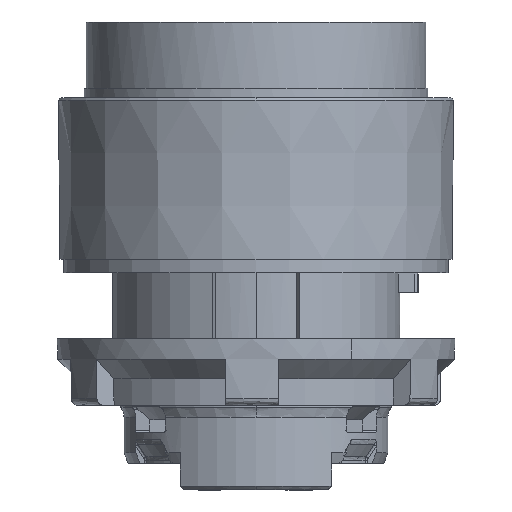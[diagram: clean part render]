
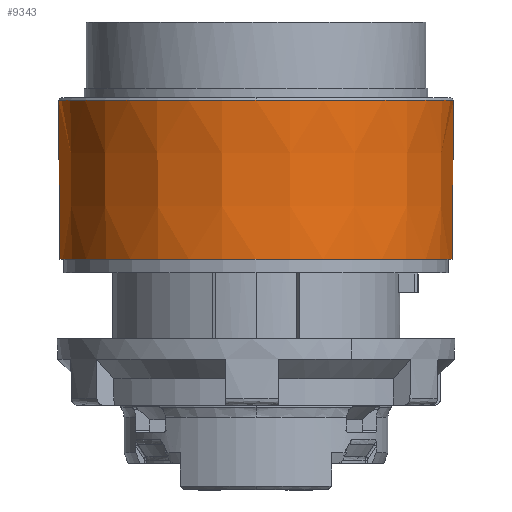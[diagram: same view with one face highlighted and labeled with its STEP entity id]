
A CAD part, left-side view. The second image highlights one B-rep face of the part: STEP entity #9343.
In plain terms, the highlighted conical face has half-angle 0.5 degrees and reference radius 14.898 mm.
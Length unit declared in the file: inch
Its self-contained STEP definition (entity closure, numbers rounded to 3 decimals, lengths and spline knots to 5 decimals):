
#1382 = FACE_OUTER_BOUND ( 'NONE', #10919, .T. ) ;
#1412 = CARTESIAN_POINT ( 'NONE',  ( 0., 0.58655, 0.47244 ) ) ;
#2152 = VECTOR ( 'NONE', #15377, 39.37008 ) ;
#2369 = CONICAL_SURFACE ( 'NONE', #12650, 0.58655, 0.009 ) ;
#2389 = DIRECTION ( 'NONE',  ( 0., 1., 0. ) ) ;
#2511 = VECTOR ( 'NONE', #7996, 39.37008 ) ;
#2595 = ORIENTED_EDGE ( 'NONE', *, *, #16180, .T. ) ;
#2600 = CARTESIAN_POINT ( 'NONE',  ( 0., 0.58655, 0.47244 ) ) ;
#2789 = EDGE_CURVE ( 'NONE', #7294, #6205, #15290, .T. ) ;
#3067 = CIRCLE ( 'NONE', #8957, 0.58655 ) ;
#6068 = CARTESIAN_POINT ( 'NONE',  ( 0., -0.58242, 0. ) ) ;
#6205 = VERTEX_POINT ( 'NONE', #1412 ) ;
#6229 = DIRECTION ( 'NONE',  ( 0., 0., -1. ) ) ;
#6297 = EDGE_CURVE ( 'NONE', #14368, #12719, #11693, .T. ) ;
#6887 = CARTESIAN_POINT ( 'NONE',  ( 0., 0., 0.47244 ) ) ;
#6974 = CARTESIAN_POINT ( 'NONE',  ( 0., 0., 0.47244 ) ) ;
#7294 = VERTEX_POINT ( 'NONE', #13242 ) ;
#7996 = DIRECTION ( 'NONE',  ( 0., -0.009, 1. ) ) ;
#8324 = DIRECTION ( 'NONE',  ( 0., 0., 1. ) ) ;
#8957 = AXIS2_PLACEMENT_3D ( 'NONE', #6887, #18073, #10651 ) ;
#9343 = ADVANCED_FACE ( 'NONE', ( #1382 ), #2369, .T. ) ;
#9610 = CARTESIAN_POINT ( 'NONE',  ( 0., 0., 0. ) ) ;
#10057 = CARTESIAN_POINT ( 'NONE',  ( 0., -0.58655, 0.47244 ) ) ;
#10306 = CARTESIAN_POINT ( 'NONE',  ( 0., -0.58655, 0.47244 ) ) ;
#10651 = DIRECTION ( 'NONE',  ( 0., 1., 0. ) ) ;
#10704 = CIRCLE ( 'NONE', #15111, 0.58242 ) ;
#10919 = EDGE_LOOP ( 'NONE', ( #17027, #13125, #2595, #14587, #12882 ) ) ;
#11693 = LINE ( 'NONE', #10306, #2511 ) ;
#12589 = DIRECTION ( 'NONE',  ( 0., 0., 1. ) ) ;
#12650 = AXIS2_PLACEMENT_3D ( 'NONE', #6974, #12589, #2389 ) ;
#12719 = VERTEX_POINT ( 'NONE', #10057 ) ;
#12882 = ORIENTED_EDGE ( 'NONE', *, *, #2789, .F. ) ;
#13125 = ORIENTED_EDGE ( 'NONE', *, *, #6297, .T. ) ;
#13168 = CIRCLE ( 'NONE', #16107, 0.58655 ) ;
#13229 = CARTESIAN_POINT ( 'NONE',  ( 0., 0., 0.47244 ) ) ;
#13242 = CARTESIAN_POINT ( 'NONE',  ( 0., 0.58242, 0. ) ) ;
#13935 = DIRECTION ( 'NONE',  ( 0., 1., 0. ) ) ;
#13982 = EDGE_CURVE ( 'NONE', #7294, #14368, #10704, .T. ) ;
#14368 = VERTEX_POINT ( 'NONE', #6068 ) ;
#14556 = EDGE_CURVE ( 'NONE', #16642, #6205, #3067, .T. ) ;
#14587 = ORIENTED_EDGE ( 'NONE', *, *, #14556, .T. ) ;
#14701 = DIRECTION ( 'NONE',  ( 0., 1., 0. ) ) ;
#15111 = AXIS2_PLACEMENT_3D ( 'NONE', #9610, #8324, #13935 ) ;
#15290 = LINE ( 'NONE', #2600, #2152 ) ;
#15377 = DIRECTION ( 'NONE',  ( 0., 0.009, 1. ) ) ;
#16107 = AXIS2_PLACEMENT_3D ( 'NONE', #13229, #6229, #14701 ) ;
#16180 = EDGE_CURVE ( 'NONE', #12719, #16642, #13168, .T. ) ;
#16374 = CARTESIAN_POINT ( 'NONE',  ( -0.58655, 0., 0.47244 ) ) ;
#16642 = VERTEX_POINT ( 'NONE', #16374 ) ;
#17027 = ORIENTED_EDGE ( 'NONE', *, *, #13982, .T. ) ;
#18073 = DIRECTION ( 'NONE',  ( 0., 0., -1. ) ) ;
